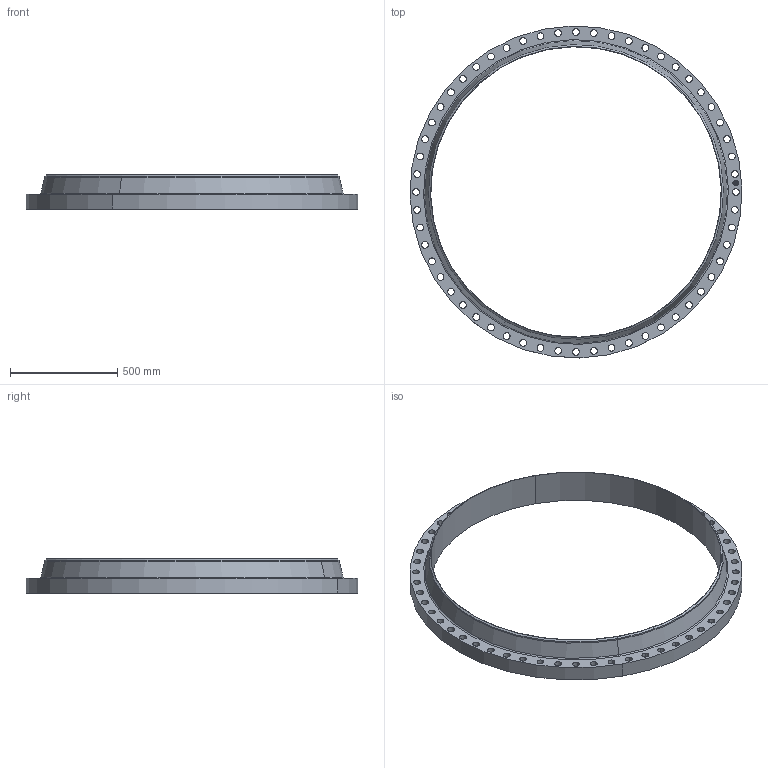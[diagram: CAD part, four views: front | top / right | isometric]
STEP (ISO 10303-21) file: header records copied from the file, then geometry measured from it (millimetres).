
FILE_DESCRIPTION(('3D STEP'),'2;1');
FILE_NAME('54-150-WELD-NECK-FF- STD-B-FLANGE.stp','2013-03-25T05:18:53+00:00',('Texas Flange'),(''),'CATIA Version 5 Release 20 SP 6 (IN-10)','CATIA V5 STEP AP214','800-826-3801');
FILE_SCHEMA(('AUTOMOTIVE_DESIGN { 1 0 10303 214 1 1 1 1 }'));
Length unit declared in the file: inch
Products named in the file (1): 54-150-WELD-NECK-FF- STD-B-FLANGE
Bounding box: 1548.97 x 1548.97 x 160.53 mm (x, y, z)
Volume: 34673088.7 mm3; surface area: 2508287.6 mm2
Topology: 1 solids, 1 shells, 512 faces, 1470 edges, 978 vertices
Faces by surface type: plane 368, cylinder 138, cone 4, torus 2
Entity records: 18791 total; most frequent: ORIENTED_EDGE 2940, CARTESIAN_POINT 2865, DIRECTION 2302, EDGE_CURVE 1470, VECTOR 1186, LINE 1186, VERTEX_POINT 978, AXIS2_PLACEMENT_3D 701
